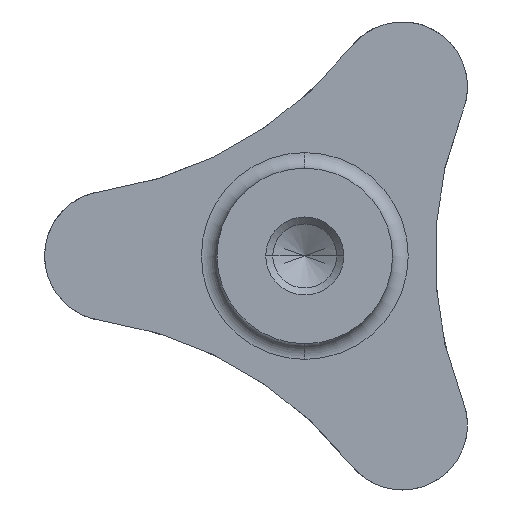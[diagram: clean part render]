
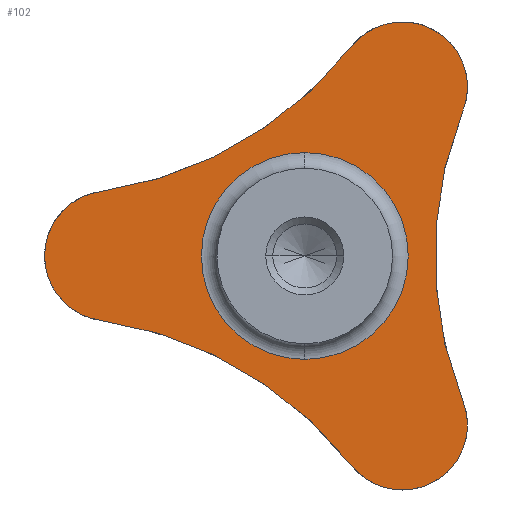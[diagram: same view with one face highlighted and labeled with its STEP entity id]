
A CAD part, front view. The second image highlights one B-rep face of the part: STEP entity #102.
In plain terms, the highlighted planar face has unit normal (0, -1, 0).
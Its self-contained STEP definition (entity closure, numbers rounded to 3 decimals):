
#102 = ADVANCED_FACE( '', ( #160, #161 ), #162, .T. );
#160 = FACE_OUTER_BOUND( '', #220, .T. );
#161 = FACE_BOUND( '', #221, .T. );
#162 = PLANE( '', #222 );
#220 = EDGE_LOOP( '', ( #420, #421, #422, #423, #424, #425, #426, #427, #428 ) );
#221 = EDGE_LOOP( '', ( #429, #430, #431 ) );
#222 = AXIS2_PLACEMENT_3D( '', #432, #433, #434 );
#420 = ORIENTED_EDGE( '', *, *, #497, .T. );
#421 = ORIENTED_EDGE( '', *, *, #489, .T. );
#422 = ORIENTED_EDGE( '', *, *, #477, .T. );
#423 = ORIENTED_EDGE( '', *, *, #481, .T. );
#424 = ORIENTED_EDGE( '', *, *, #506, .T. );
#425 = ORIENTED_EDGE( '', *, *, #503, .T. );
#426 = ORIENTED_EDGE( '', *, *, #486, .T. );
#427 = ORIENTED_EDGE( '', *, *, #508, .T. );
#428 = ORIENTED_EDGE( '', *, *, #494, .T. );
#429 = ORIENTED_EDGE( '', *, *, #517, .T. );
#430 = ORIENTED_EDGE( '', *, *, #454, .T. );
#431 = ORIENTED_EDGE( '', *, *, #518, .T. );
#432 = CARTESIAN_POINT( '', ( 13.975, 13.5, 0. ) );
#433 = DIRECTION( '', ( 0., -1., 0. ) );
#434 = DIRECTION( '', ( -1., 0., 0. ) );
#454 = EDGE_CURVE( '', #520, #526, #528, .T. );
#477 = EDGE_CURVE( '', #568, #566, #569, .T. );
#481 = EDGE_CURVE( '', #566, #574, #576, .T. );
#486 = EDGE_CURVE( '', #537, #583, #585, .T. );
#489 = EDGE_CURVE( '', #589, #568, #590, .T. );
#494 = EDGE_CURVE( '', #599, #597, #600, .T. );
#497 = EDGE_CURVE( '', #597, #589, #604, .T. );
#503 = EDGE_CURVE( '', #614, #537, #615, .T. );
#506 = EDGE_CURVE( '', #574, #614, #618, .T. );
#508 = EDGE_CURVE( '', #583, #599, #620, .T. );
#517 = EDGE_CURVE( '', #629, #520, #630, .T. );
#518 = EDGE_CURVE( '', #526, #629, #631, .T. );
#520 = VERTEX_POINT( '', #633 );
#526 = VERTEX_POINT( '', #639 );
#528 = CIRCLE( '', #641, 7.95 );
#537 = VERTEX_POINT( '', #652 );
#566 = VERTEX_POINT( '', #721 );
#568 = VERTEX_POINT( '', #740 );
#569 = CIRCLE( '', #741, 5. );
#574 = VERTEX_POINT( '', #752 );
#576 = CIRCLE( '', #755, 5. );
#583 = VERTEX_POINT( '', #793 );
#585 = CIRCLE( '', #796, 5. );
#589 = VERTEX_POINT( '', #822 );
#590 = CIRCLE( '', #823, 30. );
#597 = VERTEX_POINT( '', #847 );
#599 = VERTEX_POINT( '', #866 );
#600 = CIRCLE( '', #867, 5. );
#604 = CIRCLE( '', #877, 5. );
#614 = VERTEX_POINT( '', #946 );
#615 = CIRCLE( '', #947, 5. );
#618 = CIRCLE( '', #964, 30. );
#620 = CIRCLE( '', #979, 30. );
#629 = VERTEX_POINT( '', #988 );
#630 = CIRCLE( '', #989, 7.95 );
#631 = CIRCLE( '', #990, 7.95 );
#633 = CARTESIAN_POINT( '', ( 0., 13.5, -7.95 ) );
#639 = CARTESIAN_POINT( '', ( 0., 13.5, 7.95 ) );
#641 = AXIS2_PLACEMENT_3D( '', #1003, #1004, #1005 );
#652 = CARTESIAN_POINT( '', ( -20., 13.5, 0. ) );
#721 = CARTESIAN_POINT( '', ( 10., 13.5, 17.321 ) );
#740 = CARTESIAN_POINT( '', ( 12.143, 13.5, 11.135 ) );
#741 = AXIS2_PLACEMENT_3D( '', #1042, #1043, #1044 );
#752 = CARTESIAN_POINT( '', ( 3.571, 13.5, 16.083 ) );
#755 = AXIS2_PLACEMENT_3D( '', #1047, #1048, #1049 );
#793 = CARTESIAN_POINT( '', ( -15.714, 13.5, -4.949 ) );
#796 = AXIS2_PLACEMENT_3D( '', #1051, #1052, #1053 );
#822 = CARTESIAN_POINT( '', ( 12.143, 13.5, -11.135 ) );
#823 = AXIS2_PLACEMENT_3D( '', #1054, #1055, #1056 );
#847 = CARTESIAN_POINT( '', ( 10., 13.5, -17.321 ) );
#866 = CARTESIAN_POINT( '', ( 3.571, 13.5, -16.083 ) );
#867 = AXIS2_PLACEMENT_3D( '', #1058, #1059, #1060 );
#877 = AXIS2_PLACEMENT_3D( '', #1062, #1063, #1064 );
#946 = CARTESIAN_POINT( '', ( -15.714, 13.5, 4.949 ) );
#947 = AXIS2_PLACEMENT_3D( '', #1065, #1066, #1067 );
#964 = AXIS2_PLACEMENT_3D( '', #1069, #1070, #1071 );
#979 = AXIS2_PLACEMENT_3D( '', #1072, #1073, #1074 );
#988 = CARTESIAN_POINT( '', ( 7.95, 13.5, 0. ) );
#989 = AXIS2_PLACEMENT_3D( '', #1099, #1100, #1101 );
#990 = AXIS2_PLACEMENT_3D( '', #1102, #1103, #1104 );
#1003 = CARTESIAN_POINT( '', ( 0., 13.5, 0. ) );
#1004 = DIRECTION( '', ( 0., 1., 0. ) );
#1005 = DIRECTION( '', ( 1., 0., 0. ) );
#1042 = CARTESIAN_POINT( '', ( 7.5, 13.5, 12.99 ) );
#1043 = DIRECTION( '', ( 0., -1., 0. ) );
#1044 = DIRECTION( '', ( -0.786, 0., 0.619 ) );
#1047 = CARTESIAN_POINT( '', ( 7.5, 13.5, 12.99 ) );
#1048 = DIRECTION( '', ( 0., -1., 0. ) );
#1049 = DIRECTION( '', ( -0.786, 0., 0.619 ) );
#1051 = CARTESIAN_POINT( '', ( -15., 13.5, 0. ) );
#1052 = DIRECTION( '', ( 0., -1., 0. ) );
#1053 = DIRECTION( '', ( -0.143, 0., -0.99 ) );
#1054 = CARTESIAN_POINT( '', ( 40., 13.5, 0. ) );
#1055 = DIRECTION( '', ( 0., 1., 0. ) );
#1056 = DIRECTION( '', ( -0.929, 0., 0.371 ) );
#1058 = CARTESIAN_POINT( '', ( 7.5, 13.5, -12.99 ) );
#1059 = DIRECTION( '', ( 0., -1., 0. ) );
#1060 = DIRECTION( '', ( 0.929, 0., 0.371 ) );
#1062 = CARTESIAN_POINT( '', ( 7.5, 13.5, -12.99 ) );
#1063 = DIRECTION( '', ( 0., -1., 0. ) );
#1064 = DIRECTION( '', ( 0.929, 0., 0.371 ) );
#1065 = CARTESIAN_POINT( '', ( -15., 13.5, 0. ) );
#1066 = DIRECTION( '', ( 0., -1., 0. ) );
#1067 = DIRECTION( '', ( -0.143, 0., -0.99 ) );
#1069 = CARTESIAN_POINT( '', ( -20., 13.5, 34.641 ) );
#1070 = DIRECTION( '', ( 0., 1., 0. ) );
#1071 = DIRECTION( '', ( 0.143, 0., -0.99 ) );
#1072 = CARTESIAN_POINT( '', ( -20., 13.5, -34.641 ) );
#1073 = DIRECTION( '', ( 0., 1., 0. ) );
#1074 = DIRECTION( '', ( 0.786, 0., 0.619 ) );
#1099 = CARTESIAN_POINT( '', ( 0., 13.5, 0. ) );
#1100 = DIRECTION( '', ( 0., 1., 0. ) );
#1101 = DIRECTION( '', ( 1., 0., 0. ) );
#1102 = CARTESIAN_POINT( '', ( 0., 13.5, 0. ) );
#1103 = DIRECTION( '', ( 0., 1., 0. ) );
#1104 = DIRECTION( '', ( 1., 0., 0. ) );
